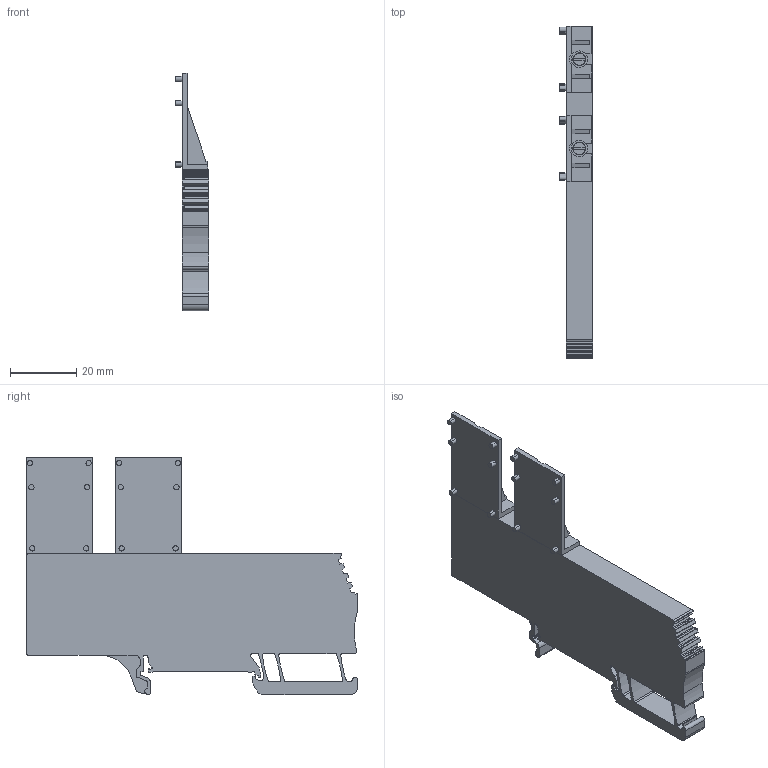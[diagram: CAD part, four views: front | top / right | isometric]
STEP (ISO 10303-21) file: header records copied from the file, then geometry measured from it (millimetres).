
FILE_DESCRIPTION(('CATIA V5R22 STEP214','CAx-IF Rec.Pracs.--- Model Styling and Organization---1.4--- 2014-01-23'),'2;1');
FILE_NAME ('024044-2_0', '2021-04-21T07:13:47+00:00', ('Weidmueller Interface'), ('Weidmueller'), 'CATIA Version 5-6 Release 2016 SP3 HF44', 'CATIA V5 STEP AP214', 'none');
FILE_SCHEMA(('AUTOMOTIVE_DESIGN { 1 0 10303 214 1 1 1 1 }'));
Length unit declared in the file: millimetre
Products named in the file (1): 37070_ZP_4_ZT4_4AN_FX-SET_AllCATPart
Bounding box: 10 x 100.25 x 71.76 mm (x, y, z)
Volume: 29137.5 mm3; surface area: 14286.3 mm2
Topology: 5 solids, 5 shells, 359 faces, 976 edges, 647 vertices
Faces by surface type: plane 199, cylinder 151, cone 4, torus 3, sphere 2
Entity records: 11131 total; most frequent: CARTESIAN_POINT 2348, ORIENTED_EDGE 1948, DIRECTION 1528, EDGE_CURVE 974, VERTEX_POINT 647, VECTOR 642, LINE 642, AXIS2_PLACEMENT_3D 594
